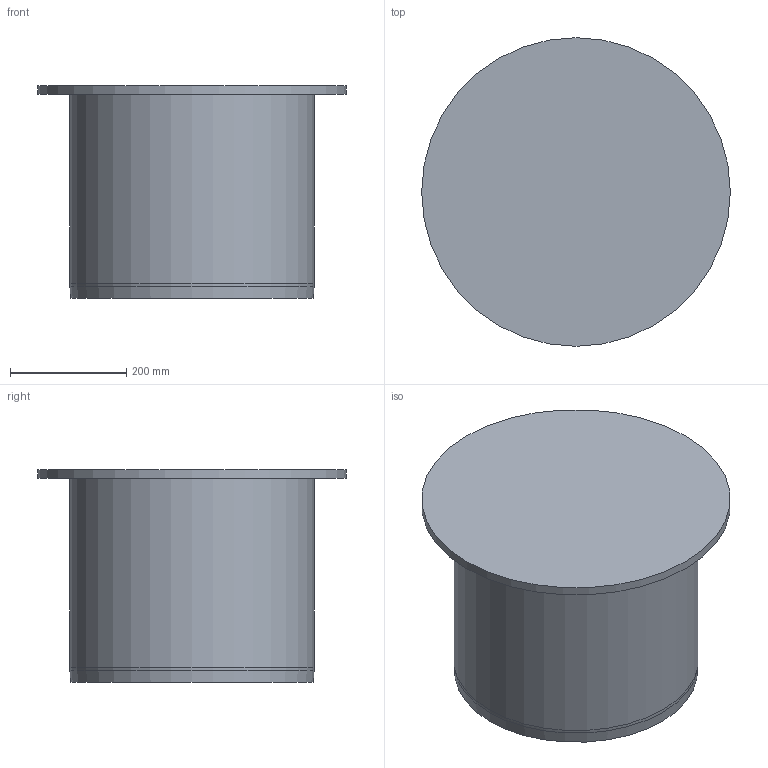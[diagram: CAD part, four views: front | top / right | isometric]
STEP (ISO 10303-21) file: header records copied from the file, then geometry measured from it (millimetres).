
FILE_DESCRIPTION(/* description */ (''),/* implementation_level */ '2;1');
FILE_NAME(/* name */ '00800.040X_3D.stp',/* time_stamp */ '2024-12-11T13:00:26+01:00',/* author */ ('CAD'),/* organization */ (''),/* preprocessor_version */ 'ST-DEVELOPER v20',/* originating_system */ 'AutoCAD Mechanical',/* authorisation */ '');
FILE_SCHEMA (('AUTOMOTIVE_DESIGN { 1 0 10303 214 3 1 1 }'));
Length unit declared in the file: centimetre
Products named in the file (2): Product; *S2
Assembly tree (1 placements, depth 2):
  Product
    *S2
Bounding box: 530 x 530 x 365 mm (x, y, z)
Volume: 7811532.8 mm3; surface area: 1392317.9 mm2
Topology: 2 solids, 2 shells, 11 faces, 19 edges, 12 vertices
Faces by surface type: plane 3, cylinder 3, cone 3, torus 2
Full cylindrical faces by diameter (mm): 400 x1, 420 x1, 530 x1
Entity records: 321 total; most frequent: DIRECTION 59, CARTESIAN_POINT 45, ORIENTED_EDGE 36, AXIS2_PLACEMENT_3D 26, EDGE_CURVE 18, EDGE_LOOP 12, CIRCLE 12, FACE_OUTER_BOUND 11
